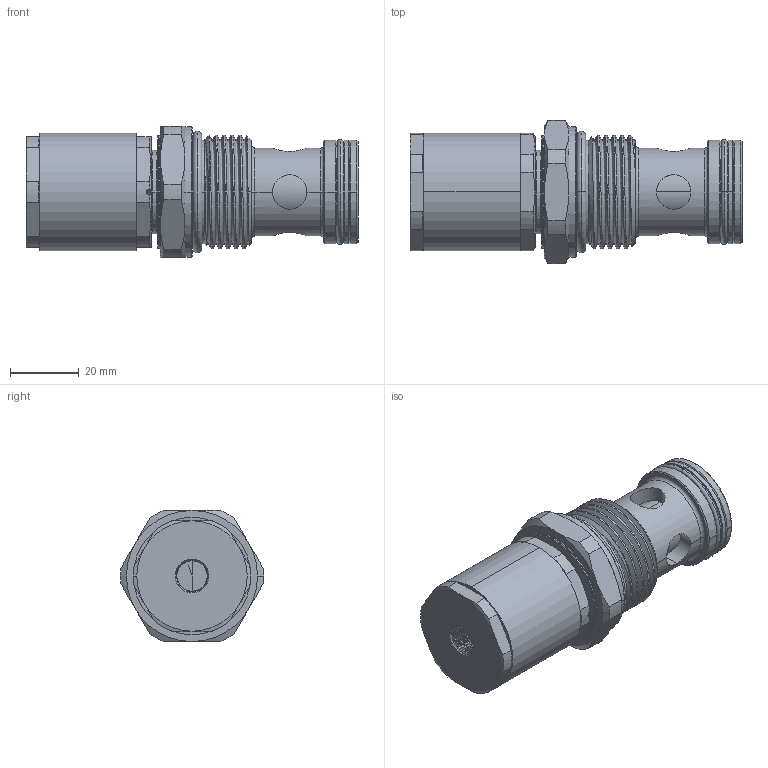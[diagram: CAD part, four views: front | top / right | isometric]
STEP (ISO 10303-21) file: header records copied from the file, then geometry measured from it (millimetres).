
FILE_DESCRIPTION (( 'STEP AP214' ), '1' );
FILE_NAME ('AP21E22.STEP', '2016-04-12T06:26:28', ( '' ), ( '' ), 'SwSTEP 2.0', 'SolidWorks 2012', '' );
FILE_SCHEMA (( 'AUTOMOTIVE_DESIGN' ));
Length unit declared in the file: millimetre
Products named in the file (1): AP21E22
Bounding box: 96.25 x 41.5 x 38 mm (x, y, z)
Volume: 73237.4 mm3; surface area: 17456.4 mm2
Topology: 4 solids, 4 shells, 214 faces, 513 edges, 318 vertices
Faces by surface type: cylinder 89, cone 66, plane 37, torus 18, bspline 4
Entity records: 11259 total; most frequent: CARTESIAN_POINT 6483, ORIENTED_EDGE 1022, DIRECTION 954, EDGE_CURVE 511, AXIS2_PLACEMENT_3D 408, VERTEX_POINT 318, EDGE_LOOP 233, ADVANCED_FACE 214
